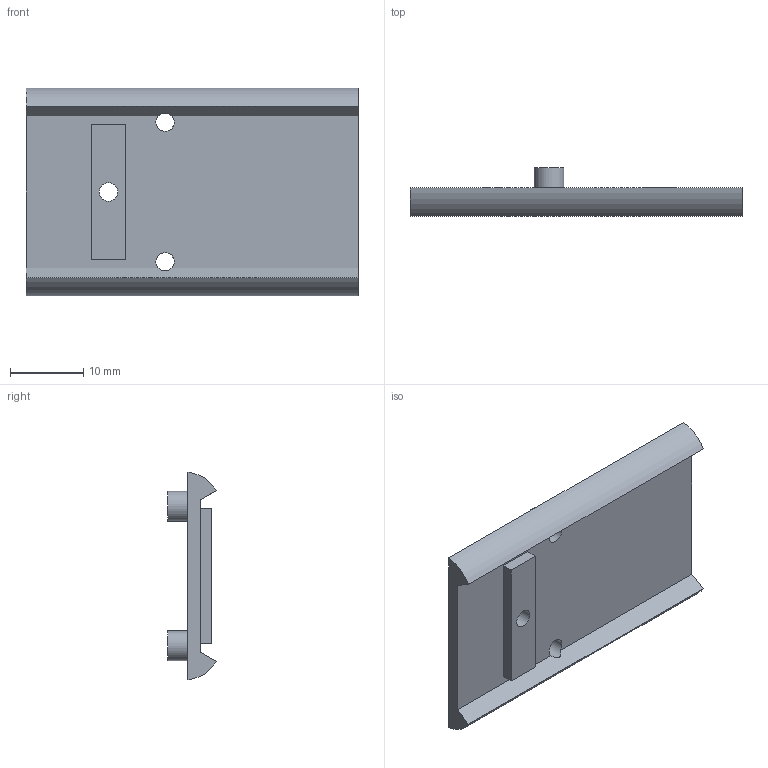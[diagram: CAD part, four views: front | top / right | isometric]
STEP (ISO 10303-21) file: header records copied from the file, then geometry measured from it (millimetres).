
FILE_DESCRIPTION(/* description */ (''),/* implementation_level */ '2;1');
FILE_NAME(/* name */ 'Adaptador Red Dot Taurus TS9 v3.step',/* time_stamp */ '2020-08-13T11:36:27-03:00',/* author */ (''),/* organization */ (''),/* preprocessor_version */ 'ST-DEVELOPER v18.1',/* originating_system */ 'Autodesk Translation Framework v9.3.0.1241',/* authorisation */ '');
FILE_SCHEMA (('AUTOMOTIVE_DESIGN { 1 0 10303 214 3 1 1 }'));
Length unit declared in the file: millimetre
Products named in the file (1): Adaptador Red Dot Taurus TS9
Bounding box: 45.2 x 6.6 x 28.25 mm (x, y, z)
Volume: 2575.1 mm3; surface area: 3212.8 mm2
Topology: 1 solids, 1 shells, 122 faces, 330 edges, 220 vertices
Faces by surface type: plane 86, bspline 29, cylinder 7
Full cylindrical faces by diameter (mm): 2.5 x3, 4.05 x2
Entity records: 4114 total; most frequent: CARTESIAN_POINT 1166, ORIENTED_EDGE 660, DIRECTION 478, EDGE_CURVE 330, LINE 254, VECTOR 254, VERTEX_POINT 220, EDGE_LOOP 138
